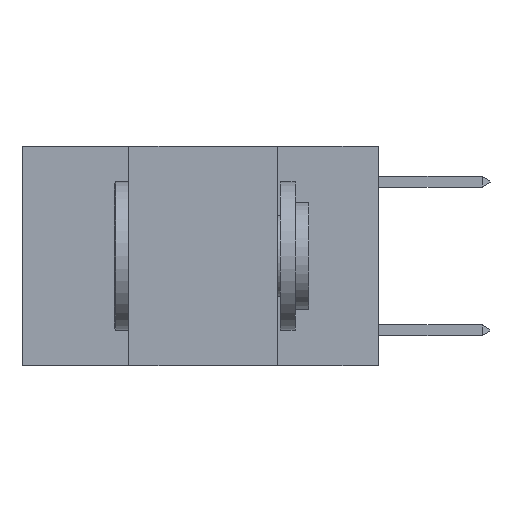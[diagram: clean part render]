
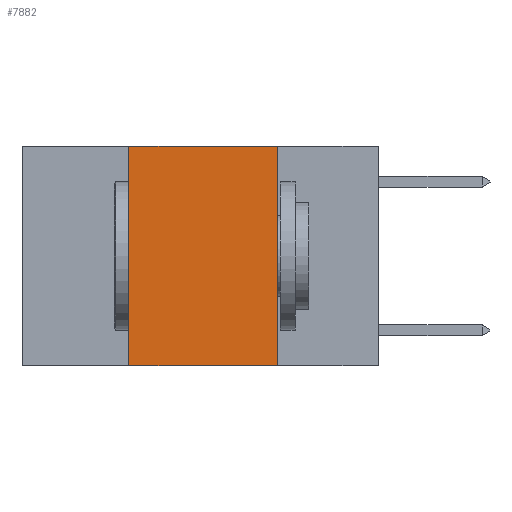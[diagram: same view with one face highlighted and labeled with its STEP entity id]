
A CAD part, left-side view. The second image highlights one B-rep face of the part: STEP entity #7882.
In plain terms, the highlighted planar face has unit normal (-1, 0, 0).
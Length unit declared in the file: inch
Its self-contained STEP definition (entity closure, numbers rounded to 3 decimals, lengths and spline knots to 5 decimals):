
#347 = VECTOR ( 'NONE', #13921, 39.37008 ) ;
#356 = CARTESIAN_POINT ( 'NONE',  ( 0., 0.6, -0.37 ) ) ;
#981 = EDGE_CURVE ( 'NONE', #12731, #2440, #4705, .T. ) ;
#1779 = LINE ( 'NONE', #356, #4962 ) ;
#2392 = EDGE_LOOP ( 'NONE', ( #8650, #8313, #3911, #3618 ) ) ;
#2440 = VERTEX_POINT ( 'NONE', #9327 ) ;
#3049 = CARTESIAN_POINT ( 'NONE',  ( 0., 0.17, -0.37 ) ) ;
#3362 = CARTESIAN_POINT ( 'NONE',  ( 0., 0.17, 0. ) ) ;
#3618 = ORIENTED_EDGE ( 'NONE', *, *, #4580, .T. ) ;
#3672 = VERTEX_POINT ( 'NONE', #3362 ) ;
#3878 = LINE ( 'NONE', #4395, #347 ) ;
#3911 = ORIENTED_EDGE ( 'NONE', *, *, #981, .F. ) ;
#4143 = CARTESIAN_POINT ( 'NONE',  ( 0., 0.6, 0. ) ) ;
#4395 = CARTESIAN_POINT ( 'NONE',  ( 0., 0.17, 0. ) ) ;
#4507 = AXIS2_PLACEMENT_3D ( 'NONE', #4143, #12476, #5332 ) ;
#4580 = EDGE_CURVE ( 'NONE', #12731, #7293, #1779, .T. ) ;
#4705 = LINE ( 'NONE', #5016, #10664 ) ;
#4865 = DIRECTION ( 'NONE',  ( 0., 0., 1. ) ) ;
#4962 = VECTOR ( 'NONE', #8648, 39.37008 ) ;
#5016 = CARTESIAN_POINT ( 'NONE',  ( 0., 0.42, 0. ) ) ;
#5332 = DIRECTION ( 'NONE',  ( 0., 0., -1. ) ) ;
#6336 = DIRECTION ( 'NONE',  ( 0., -1., 0. ) ) ;
#6849 = VECTOR ( 'NONE', #6336, 39.37008 ) ;
#7293 = VERTEX_POINT ( 'NONE', #3049 ) ;
#7683 = PLANE ( 'NONE',  #4507 ) ;
#7882 = ADVANCED_FACE ( 'NONE', ( #11660 ), #7683, .F. ) ;
#8313 = ORIENTED_EDGE ( 'NONE', *, *, #12814, .F. ) ;
#8648 = DIRECTION ( 'NONE',  ( 0., -1., 0. ) ) ;
#8650 = ORIENTED_EDGE ( 'NONE', *, *, #13078, .F. ) ;
#9327 = CARTESIAN_POINT ( 'NONE',  ( 0., 0.42, 0. ) ) ;
#10664 = VECTOR ( 'NONE', #4865, 39.37008 ) ;
#11660 = FACE_OUTER_BOUND ( 'NONE', #2392, .T. ) ;
#12476 = DIRECTION ( 'NONE',  ( 1., 0., 0. ) ) ;
#12731 = VERTEX_POINT ( 'NONE', #13267 ) ;
#12814 = EDGE_CURVE ( 'NONE', #2440, #3672, #13576, .T. ) ;
#13078 = EDGE_CURVE ( 'NONE', #3672, #7293, #3878, .T. ) ;
#13267 = CARTESIAN_POINT ( 'NONE',  ( 0., 0.42, -0.37 ) ) ;
#13472 = CARTESIAN_POINT ( 'NONE',  ( 0., 0.6, 0. ) ) ;
#13576 = LINE ( 'NONE', #13472, #6849 ) ;
#13921 = DIRECTION ( 'NONE',  ( 0., 0., -1. ) ) ;
